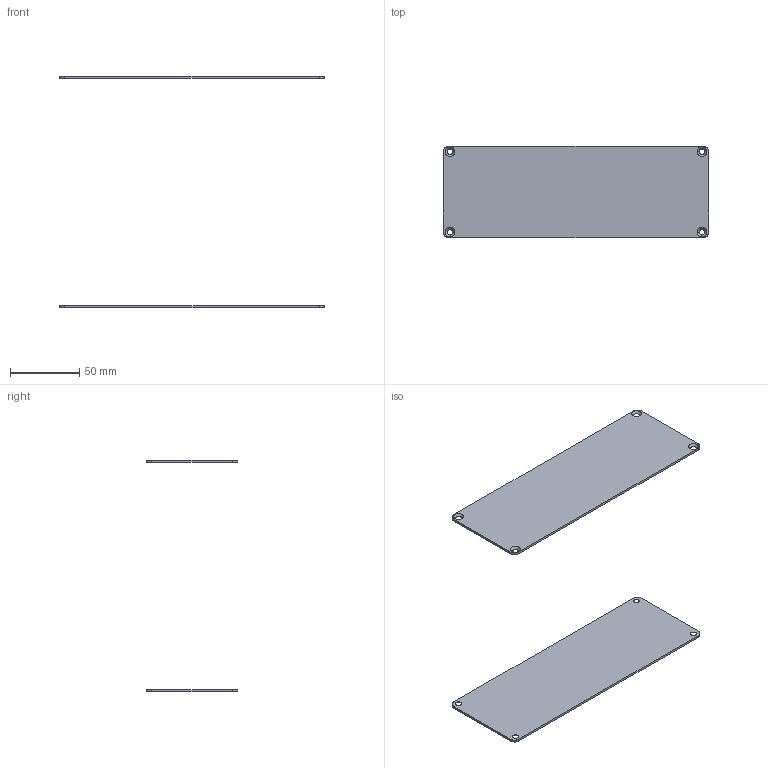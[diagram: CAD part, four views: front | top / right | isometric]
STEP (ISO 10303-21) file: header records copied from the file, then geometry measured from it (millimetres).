
FILE_DESCRIPTION(('FreeCAD Model'),'2;1');
FILE_NAME('Open CASCADE Shape Model','2023-01-26T13:12:31',( 'kicad StepUp'),('ksu MCAD'),'Open CASCADE STEP processor 7.6', 'FreeCAD','Unknown');
FILE_SCHEMA(('AP242_MANAGED_MODEL_BASED_3D_ENGINEERING_MIM_LF. {1 0 10303 442 1 1 4 }'));
Length unit declared in the file: millimetre
Products named in the file (1): Compound001
Bounding box: 191 x 66 x 166.85 mm (x, y, z)
Surface area: 51898.6 mm2 (no closed solid volume)
Topology: 0 solids, 2 shells, 28 faces, 80 edges, 56 vertices
Faces by surface type: plane 12, cylinder 8, cone 8
Entity records: 1009 total; most frequent: DIRECTION 178, CARTESIAN_POINT 165, ORIENTED_EDGE 160, EDGE_CURVE 80, AXIS2_PLACEMENT_3D 69, VERTEX_POINT 56, FACE_BOUND 44, EDGE_LOOP 44
